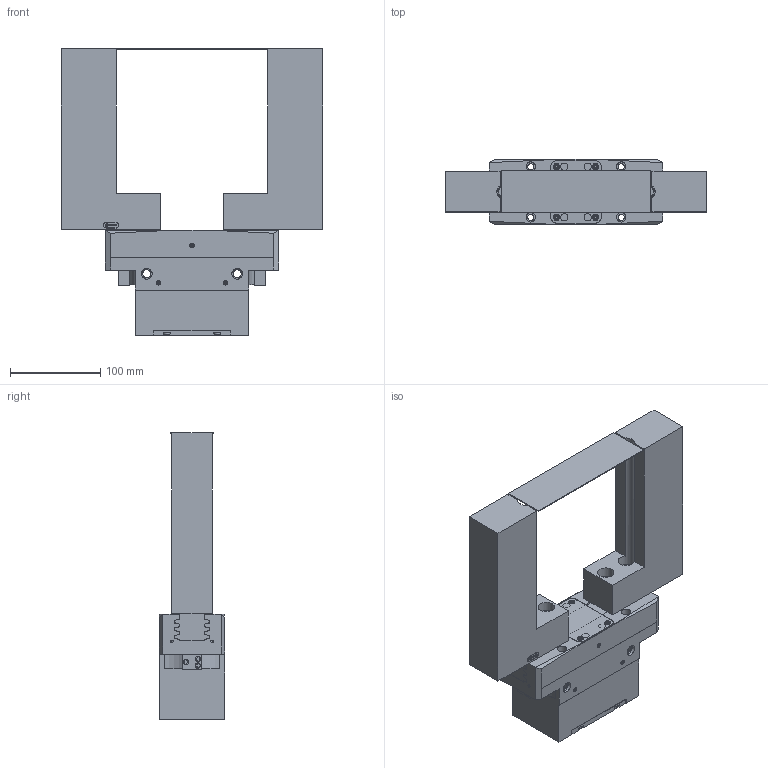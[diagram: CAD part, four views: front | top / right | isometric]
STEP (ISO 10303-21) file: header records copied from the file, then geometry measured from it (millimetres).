
FILE_DESCRIPTION(/* description */ ('STEP AP214'),/* implementation_level */ '2;1');
FILE_NAME(/* name */ 'FGR AL-2-PGN-plus-P 160_PGN-plus-P 160-2-AS-P1Aluminium86.5165110452001216049.500000000000000002',/* time_stamp */ '2025-07-30T15:02:00+02:00',/* author */ ('License CC BY-ND 4.0'),/* organization */ ('CADENAS'),/* preprocessor_version */ 'ST-DEVELOPER v19.3',/* originating_system */ 'PARTsolutions',/* authorisation */ ' ');
FILE_SCHEMA (('AUTOMOTIVE_DESIGN {1 0 10303 214 3 1 1}'));
Length unit declared in the file: millimetre
Products named in the file (13): FGR AL-2-PGN-plus-P 160,PGN-plus-P 160-2-AS-P1Aluminium86.51651104520
01216049.500000000000000002; SCHUNK-5524256 Gehaeuse-PGN-plus-P 160-GKS; SCHUNK-5524251 Abdeckblech-PGN-plus-P 160; SCHUNK-5524250 Deckel-PGN-plus-P 160; SCHUNK-9949504 limit stop for MMS-P; SCHUNK-9957615 Typenschild 16x64x0.3; SCHUNK-5503506 Halter fuer NHS KL03; SCHUNK---Grundbacke PGN-plus-P 160-2-P; SCHUNK-9951430 Zentrierhuelse PGN-plus; FGR AL-2-PGN-plus-P 160,PGN-plus-P 160-2-AS-P81110452001216049.516500
00000000000000Aluminium6.5; SCHUNK-9954530 Typenschild 6x17x0.3; Slotted head cap screw ISO 4762 - M10x35; FGR AL-2-PGN-plus-P 160 WKST,PGN-plus-P 160-2-AS-P18Aluminium6.511045
2001216049.51650000000000000000
Assembly tree (22 placements, depth 2):
  FGR AL-2-PGN-plus-P 160,PGN-plus-P 160-2-AS-P1Aluminium86.51651104520
01216049.500000000000000002
    SCHUNK-5524256 Gehaeuse-PGN-plus-P 160-GKS
    SCHUNK-5524251 Abdeckblech-PGN-plus-P 160
    SCHUNK-5524250 Deckel-PGN-plus-P 160
    SCHUNK-9949504 limit stop for MMS-P
    SCHUNK-9957615 Typenschild 16x64x0.3
    SCHUNK-5503506 Halter fuer NHS KL03  x2
    SCHUNK---Grundbacke PGN-plus-P 160-2-P  x2
    SCHUNK-9951430 Zentrierhuelse PGN-plus  x4
    FGR AL-2-PGN-plus-P 160,PGN-plus-P 160-2-AS-P81110452001216049.516500
00000000000000Aluminium6.5  x2
    SCHUNK-9954530 Typenschild 6x17x0.3  x2
    Slotted head cap screw ISO 4762 - M10x35  x4
    FGR AL-2-PGN-plus-P 160 WKST,PGN-plus-P 160-2-AS-P18Aluminium6.511045
2001216049.51650000000000000000
Bounding box: 289 x 72 x 316.8 mm (x, y, z)
Volume: 2444459.7 mm3; surface area: 330075.6 mm2
Topology: 22 solids, 22 shells, 1831 faces, 4873 edges, 3223 vertices
Faces by surface type: plane 1085, cylinder 646, cone 80, torus 18, sphere 2
Full cylindrical faces by diameter (mm): 0.792 x2, 2.459 x8, 2.5 x1, 2.832 x1, 3 x4, 3.242 x4, 4.134 x4, 5 x12, 5.5 x10, 6 x6, 6.8 x6, 7 x10, 7.5 x2, 8 x4, 8.2 x2, 8.376 x4, 8.566 x2, 9 x2, 10 x4, 10.5 x6, 10.6 x4, 11 x4, 12 x4, 13.6 x4, 14 x10, 15 x8, 16 x4, 18 x4
Entity records: 48732 total; most frequent: CARTESIAN_POINT 7007, DIRECTION 6859, ORIENTED_EDGE 6482, EDGE_CURVE 3241, AXIS2_PLACEMENT_3D 2308, VERTEX_POINT 2260, LINE 2243, VECTOR 2243
